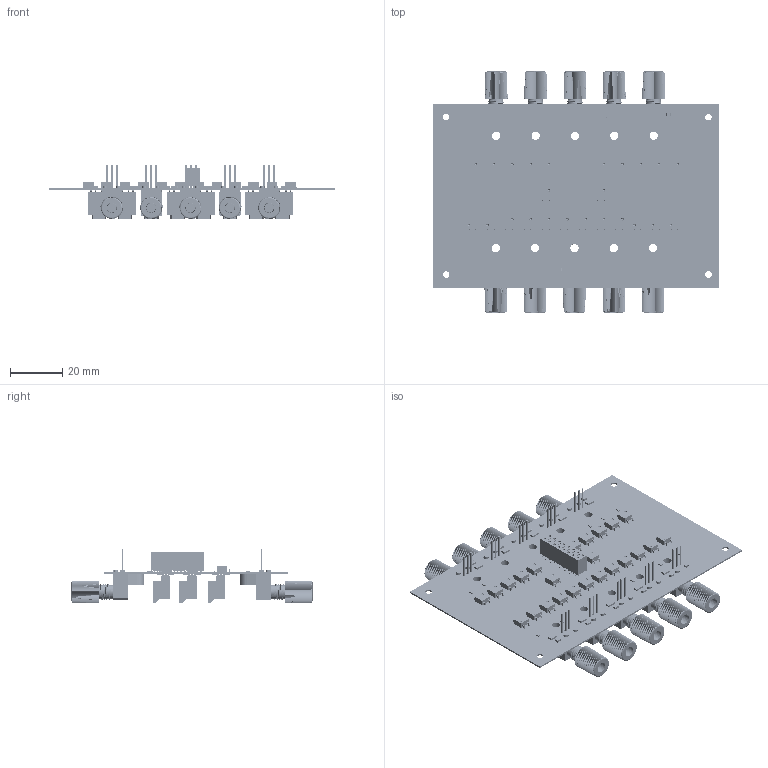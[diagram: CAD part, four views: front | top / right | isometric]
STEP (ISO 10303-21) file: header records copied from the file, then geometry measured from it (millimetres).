
FILE_DESCRIPTION(('Open CASCADE Model'),'2;1');
FILE_NAME('Open CASCADE Shape Model','2022-05-24T13:28:35',('Author'),( 'Open CASCADE'),'Open CASCADE STEP processor 6.8','Open CASCADE 6.8' ,'Unknown');
FILE_SCHEMA(('AUTOMOTIVE_DESIGN { 1 0 10303 214 1 1 1 1 }'));
Length unit declared in the file: millimetre
Products named in the file (120): PCB; Board; Open CASCADE STEP translator 6.8 1.1.1; 2kR24; Res_Vishay_CRCW06033M90FKEC_eec; 1; 2; 3; Vishay_logo_-_Copy; Vishay_logo; 2kR23; 2kR22; 2kR21; 2kR20; 2kR19; 2kR18; 2kR17; 2kR16; 2kR15; C10; Cap_KEMET_C0805C472J3HAC_eec; C9; C8; C7; 100nF6; C5; C4; C3; C2; 100nF1; 03R10; 5786012944; Extruded; 5786025344; 03R9; 03R8; 03R7; R6; 03R5; 03R4 ...
Assembly tree (376 placements, depth 4):
  PCB
    Board
      Open CASCADE STEP translator 6.8 1.1.1
    2kR24
      Res_Vishay_CRCW06033M90FKEC_eec
        1
        2
        3
        Vishay_logo_-_Copy
        Vishay_logo
    2kR23
      Res_Vishay_CRCW06033M90FKEC_eec
        1
        2
        3
        Vishay_logo_-_Copy
        Vishay_logo
    2kR22
      Res_Vishay_CRCW06033M90FKEC_eec
        1
        2
        3
        Vishay_logo_-_Copy
        Vishay_logo
    2kR21
      Res_Vishay_CRCW06033M90FKEC_eec
        1
        2
        3
        Vishay_logo_-_Copy
        Vishay_logo
    2kR20
      Res_Vishay_CRCW06033M90FKEC_eec
        1
        2
        3
        Vishay_logo_-_Copy
        Vishay_logo
    2kR19
      Res_Vishay_CRCW06033M90FKEC_eec
        1
        2
        3
        Vishay_logo_-_Copy
        Vishay_logo
    2kR18
      Res_Vishay_CRCW06033M90FKEC_eec
        1
        2
        3
        Vishay_logo_-_Copy
        Vishay_logo
    2kR17
      Res_Vishay_CRCW06033M90FKEC_eec
        1
        2
        3
        Vishay_logo_-_Copy
        Vishay_logo
    2kR16
Bounding box: 109 x 91.88 x 20.75 mm (x, y, z)
Volume: 23539.6 mm3; surface area: 47677.6 mm2
Topology: 415 solids, 415 shells, 11393 faces, 37814 edges, 34558 vertices
Faces by surface type: plane 7201, cylinder 1940, bspline 1390, cone 620, sphere 232, torus 10
Full cylindrical faces by diameter (mm): 1.575 x20, 2 x20, 2.5 x4, 3.15 x10, 3.175 x10, 3.556 x10, 3.607 x10, 4.115 x10, 5.461 x40, 6.223 x10
Entity records: 57481 total; most frequent: CARTESIAN_POINT 14334, ORIENTED_EDGE 7380, DIRECTION 6776, EDGE_CURVE 3690, LINE 2702, VECTOR 2702, VERTEX_POINT 2443, AXIS2_PLACEMENT_3D 2037
